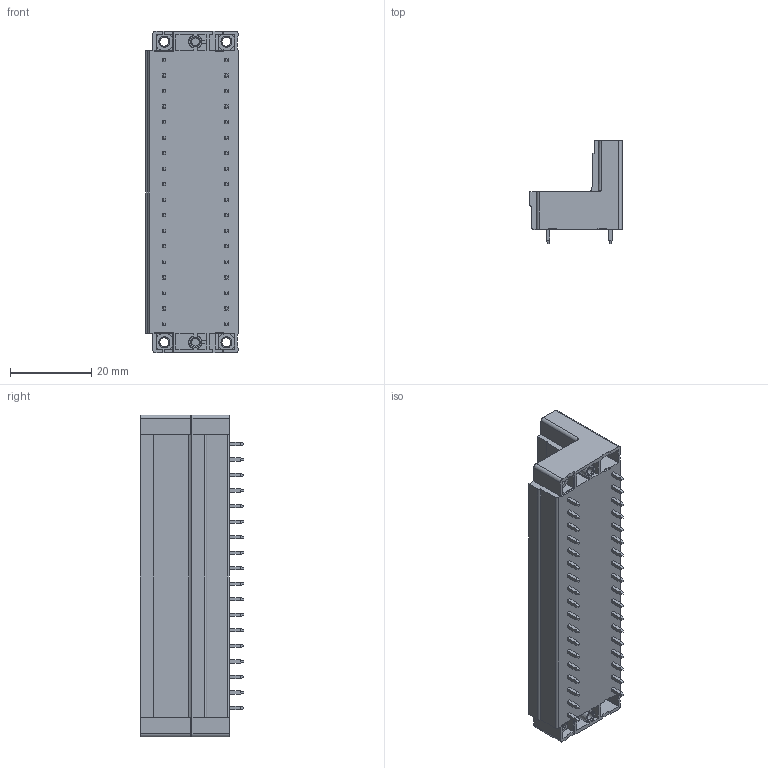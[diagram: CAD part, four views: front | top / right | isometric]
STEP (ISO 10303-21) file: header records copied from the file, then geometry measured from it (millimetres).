
FILE_DESCRIPTION((''),'2;1');
FILE_NAME('TLPHDW-105V-1','2024-09-23T11:47:54',('sheji109'),(''),'CREO PARAMETRIC BY PTC INC, 2018100','CREO PARAMETRIC BY PTC INC, 2018100','');
FILE_SCHEMA(('CONFIG_CONTROL_DESIGN'));
Products named in the file (1): TLPHDW-105V-1
Bounding box: 22.7 x 25.4 x 78.97 mm (x, y, z)
Volume: 17622.4 mm3; surface area: 18232.3 mm2
Topology: 1 solids, 1 shells, 2233 faces, 5764 edges, 3674 vertices
Faces by surface type: plane 1970, cylinder 199, cone 44, sphere 18, bspline 2
Entity records: 66735 total; most frequent: CARTESIAN_POINT 12128, ORIENTED_EDGE 11492, DIRECTION 10693, EDGE_CURVE 5746, VECTOR 5055, LINE 5055, VERTEX_POINT 3674, AXIS2_PLACEMENT_3D 2819
